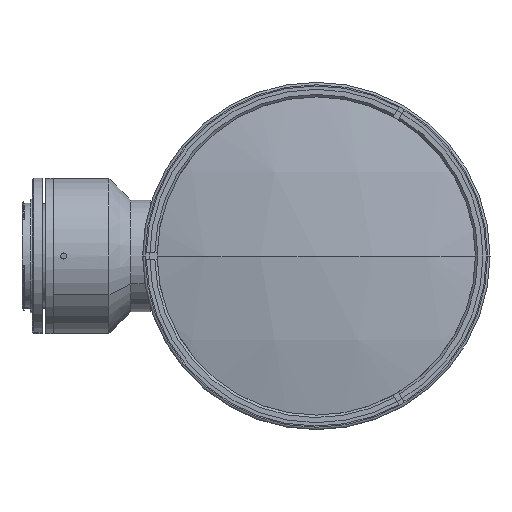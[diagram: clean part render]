
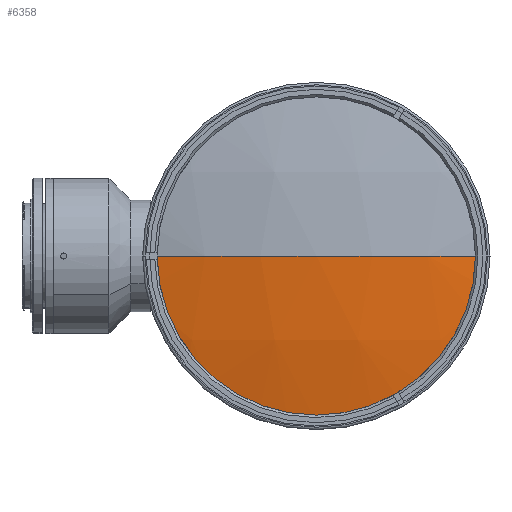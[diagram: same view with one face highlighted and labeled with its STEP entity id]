
A CAD part, left-side view. The second image highlights one B-rep face of the part: STEP entity #6358.
In plain terms, the highlighted spherical face has radius 300.64 mm.
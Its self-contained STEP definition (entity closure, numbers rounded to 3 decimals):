
#355 = DIRECTION ( 'NONE',  ( 0., 1., 0. ) ) ;
#426 = ORIENTED_EDGE ( 'NONE', *, *, #2670, .T. ) ;
#1227 = FACE_OUTER_BOUND ( 'NONE', #4155, .T. ) ;
#1620 = CARTESIAN_POINT ( 'NONE',  ( -271.002, 0.64, 0. ) ) ;
#1882 = CIRCLE ( 'NONE', #6282, 300.64 ) ;
#2318 = CIRCLE ( 'NONE', #4126, 300.64 ) ;
#2392 = CARTESIAN_POINT ( 'NONE',  ( 21.73, 0.64, 0. ) ) ;
#2544 = DIRECTION ( 'NONE',  ( 0., 0., 1. ) ) ;
#2670 = EDGE_CURVE ( 'NONE', #5884, #3191, #1882, .T. ) ;
#3185 = ORIENTED_EDGE ( 'NONE', *, *, #8093, .F. ) ;
#3191 = VERTEX_POINT ( 'NONE', #8433 ) ;
#3459 = CARTESIAN_POINT ( 'NONE',  ( -271.002, -67.86, 0. ) ) ;
#4126 = AXIS2_PLACEMENT_3D ( 'NONE', #10512, #5032, #11450 ) ;
#4155 = EDGE_LOOP ( 'NONE', ( #8360, #426, #3185 ) ) ;
#5002 = VERTEX_POINT ( 'NONE', #7705 ) ;
#5032 = DIRECTION ( 'NONE',  ( 0., 0., 1. ) ) ;
#5247 = DIRECTION ( 'NONE',  ( 0., 0., -1. ) ) ;
#5312 = SPHERICAL_SURFACE ( 'NONE', #6589, 300.64 ) ;
#5880 = DIRECTION ( 'NONE',  ( 0., 0., -1. ) ) ;
#5884 = VERTEX_POINT ( 'NONE', #3459 ) ;
#6282 = AXIS2_PLACEMENT_3D ( 'NONE', #11372, #5880, #355 ) ;
#6358 = ADVANCED_FACE ( 'NONE', ( #1227 ), #5312, .T. ) ;
#6569 = EDGE_CURVE ( 'NONE', #5002, #5884, #8006, .T. ) ;
#6589 = AXIS2_PLACEMENT_3D ( 'NONE', #2392, #5247, #11639 ) ;
#7705 = CARTESIAN_POINT ( 'NONE',  ( -271.002, 69.14, 0. ) ) ;
#8006 = CIRCLE ( 'NONE', #10631, 68.5 ) ;
#8062 = DIRECTION ( 'NONE',  ( -1., 0., 0. ) ) ;
#8093 = EDGE_CURVE ( 'NONE', #5002, #3191, #2318, .T. ) ;
#8360 = ORIENTED_EDGE ( 'NONE', *, *, #6569, .T. ) ;
#8433 = CARTESIAN_POINT ( 'NONE',  ( -278.91, 0.64, 0. ) ) ;
#10512 = CARTESIAN_POINT ( 'NONE',  ( 21.73, 0.64, 0. ) ) ;
#10631 = AXIS2_PLACEMENT_3D ( 'NONE', #1620, #8062, #2544 ) ;
#11372 = CARTESIAN_POINT ( 'NONE',  ( 21.73, 0.64, 0. ) ) ;
#11450 = DIRECTION ( 'NONE',  ( 0., -1., 0. ) ) ;
#11639 = DIRECTION ( 'NONE',  ( 0., 1., 0. ) ) ;
